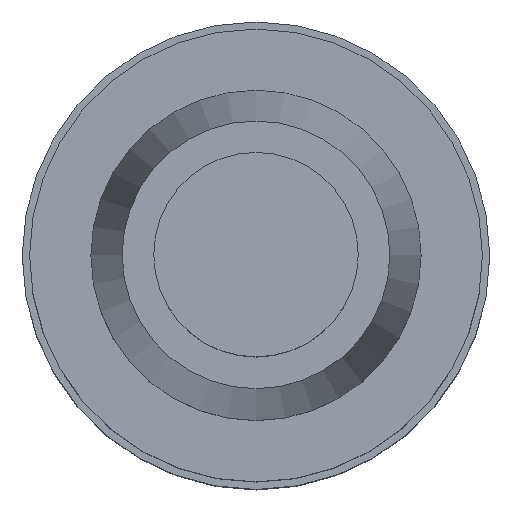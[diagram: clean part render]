
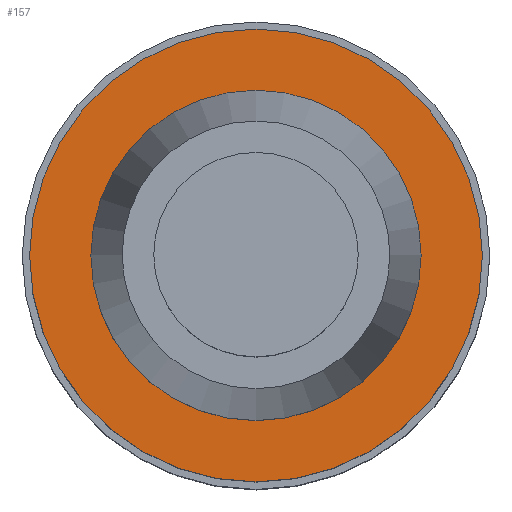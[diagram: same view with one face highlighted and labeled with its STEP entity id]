
A CAD part, top view. The second image highlights one B-rep face of the part: STEP entity #157.
In plain terms, the highlighted free-form (B-spline) face has degree [1, 1] with [2, 2] control points.
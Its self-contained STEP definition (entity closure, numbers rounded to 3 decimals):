
#123 = VERTEX_POINT('', #124);
#124 = CARTESIAN_POINT('', (-5.653, 0., 0.));
#132 = EDGE_CURVE('', #123, #123, #133, .T.);
#133 = CIRCLE('', #134, 5.653);
#134 = AXIS2_PLACEMENT_3D('', #135, #136, #137);
#135 = CARTESIAN_POINT('', (0., 0., 0.));
#136 = DIRECTION('', (0., 0., -1.));
#137 = DIRECTION('', (-1., 0., 0.));
#157 = ADVANCED_FACE('', (#158, #169), #172, .T.);
#158 = FACE_OUTER_BOUND('', #159, .T.);
#159 = EDGE_LOOP('', (#160));
#160 = ORIENTED_EDGE('', *, *, #161, .F.);
#161 = EDGE_CURVE('', #162, #162, #164, .T.);
#162 = VERTEX_POINT('', #163);
#163 = CARTESIAN_POINT('', (-7.75, 0., 0.));
#164 = CIRCLE('', #165, 7.75);
#165 = AXIS2_PLACEMENT_3D('', #166, #167, #168);
#166 = CARTESIAN_POINT('', (0., 0., 0.));
#167 = DIRECTION('', (0., 0., -1.));
#168 = DIRECTION('', (-1., 0., 0.));
#169 = FACE_BOUND('', #170, .T.);
#170 = EDGE_LOOP('', (#171));
#171 = ORIENTED_EDGE('', *, *, #132, .T.);
#172 = B_SPLINE_SURFACE_WITH_KNOTS('', 1, 1, ((#173, #174), (#175, #176)), .UNSPECIFIED., .F., .F., .U., (2, 2), (2, 2), (-7.751, 7.751), (-15.501, 0.001), .UNSPECIFIED.);
#173 = CARTESIAN_POINT('', (-7.751, -7.751, 0.));
#174 = CARTESIAN_POINT('', (-7.751, 7.751, 0.));
#175 = CARTESIAN_POINT('', (7.751, -7.751, 0.));
#176 = CARTESIAN_POINT('', (7.751, 7.751, 0.));
